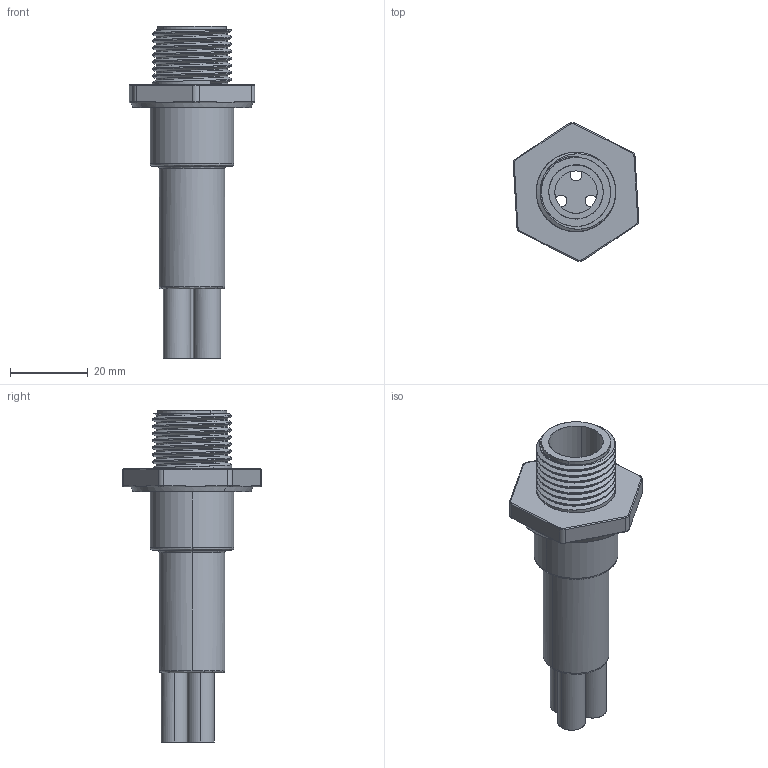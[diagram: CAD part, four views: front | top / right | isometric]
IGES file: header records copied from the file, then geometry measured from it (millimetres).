
Start section: SolidWorks IGES file using analytic representation for surfaces
Global section: file name: 1-NUP-3A.IGS; native system: SolidWorks 2020; preprocessor: SolidWorks 2020; author: office; date: 210601.082649; units: inch
Bounding box: 32.26 x 35.68 x 85.37 mm (x, y, z)
Surface area: 12664.8 mm2 (no closed solid volume)
Topology: 0 solids, 0 shells, 152 faces, 2742 edges, 2742 vertices
Faces by surface type: revolution 92, bspline 60
